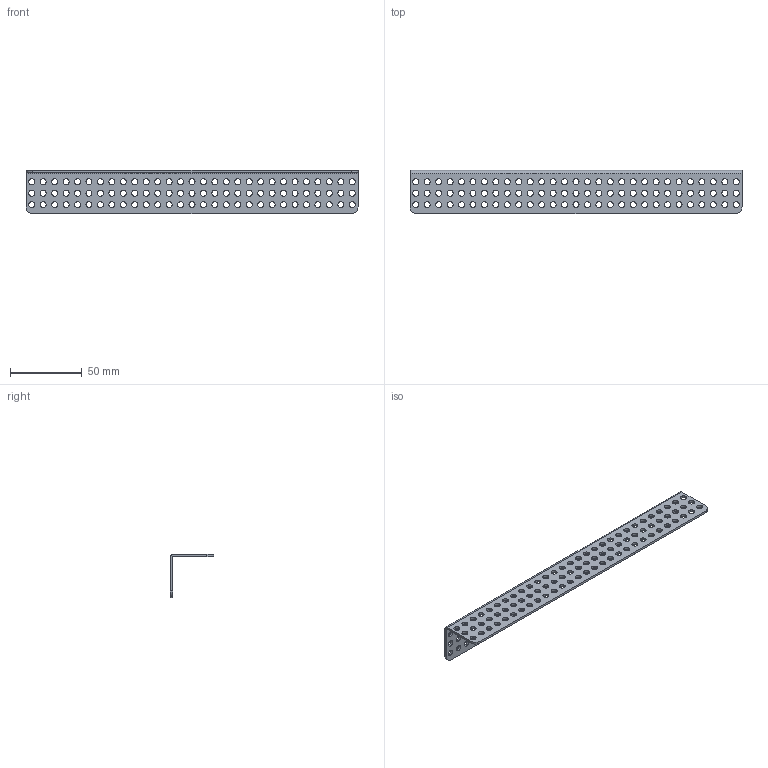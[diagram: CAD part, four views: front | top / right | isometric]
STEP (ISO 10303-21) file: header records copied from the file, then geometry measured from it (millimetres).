
FILE_DESCRIPTION(/* description */ (''),/* implementation_level */ '2;1');
FILE_NAME(/* name */ 'Matrix_31-0029.ipt.stp',/* time_stamp */ '2014-12-18T17:44:34-08:00',/* author */ ('Autodesk Inc.'),/* organization */ ('Autodesk Inc.'),/* preprocessor_version */ 'ST-DEVELOPER v15.6',/* originating_system */ 'Autodesk Inventor 2015',/* authorisation */ '');
FILE_SCHEMA (('AUTOMOTIVE_DESIGN { 1 0 10303 214 3 1 1 }'));
Length unit declared in the file: millimetre
Products named in the file (1): Matrix_31-0029
Bounding box: 232 x 30.3 x 30.3 mm (x, y, z)
Volume: 17766.7 mm3; surface area: 26797.7 mm2
Topology: 1 solids, 1 shells, 188 faces, 558 edges, 372 vertices
Faces by surface type: cylinder 180, plane 8
Full cylindrical faces by diameter (mm): 4.2 x174
Entity records: 6372 total; most frequent: DIRECTION 1122, CARTESIAN_POINT 945, ORIENTED_EDGE 768, EDGE_LOOP 710, AXIS2_PLACEMENT_3D 549, FACE_BOUND 522, EDGE_CURVE 384, VERTEX_POINT 372
